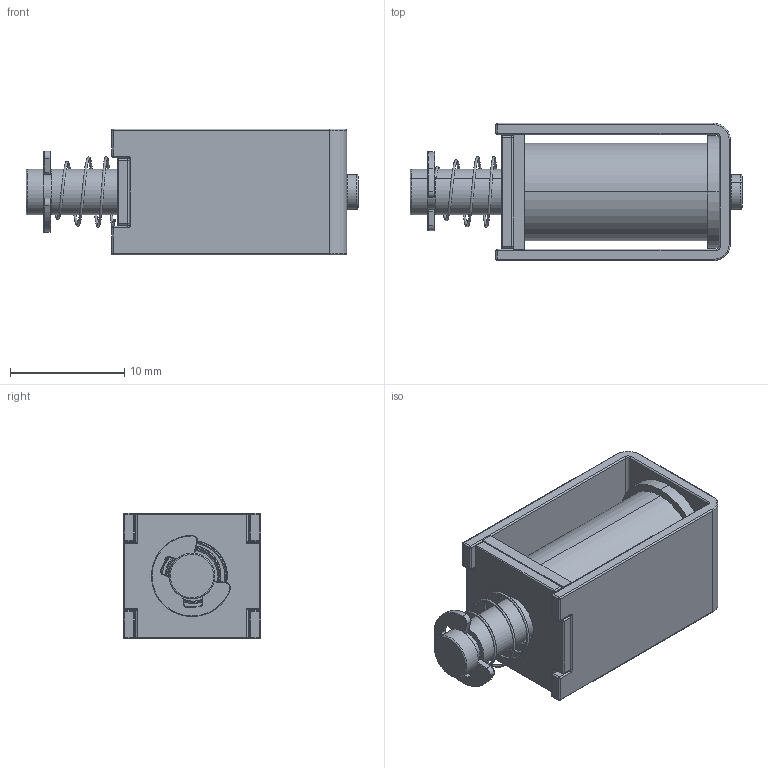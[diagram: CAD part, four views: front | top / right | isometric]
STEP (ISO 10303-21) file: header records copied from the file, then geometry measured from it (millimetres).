
FILE_DESCRIPTION (( 'STEP AP214' ), '1' );
FILE_NAME ('Solenoid.STEP', '2013-08-19T00:57:18', ( 'University of South Australia' ), ( 'UniSA' ), 'SwSTEP 2.0', 'SolidWorks 2012', '' );
FILE_SCHEMA (( 'AUTOMOTIVE_DESIGN' ));
Length unit declared in the file: millimetre
Products named in the file (6): Shaft Assem; Spring; Circlip; Shaft; Shell; Solenoid
Assembly tree (5 placements, depth 3):
  Solenoid
    Shell
    Shaft Assem
      Shaft
      Circlip
      Spring
Bounding box: 29 x 12 x 11 mm (x, y, z)
Volume: 1762.9 mm3; surface area: 2901.8 mm2
Topology: 8 solids, 8 shells, 314 faces, 704 edges, 386 vertices
Faces by surface type: cylinder 144, torus 84, plane 60, sphere 16, bspline 10
Entity records: 10180 total; most frequent: CARTESIAN_POINT 2893, DIRECTION 1686, ORIENTED_EDGE 1360, AXIS2_PLACEMENT_3D 711, EDGE_CURVE 680, CIRCLE 398, VERTEX_POINT 386, EDGE_LOOP 328
